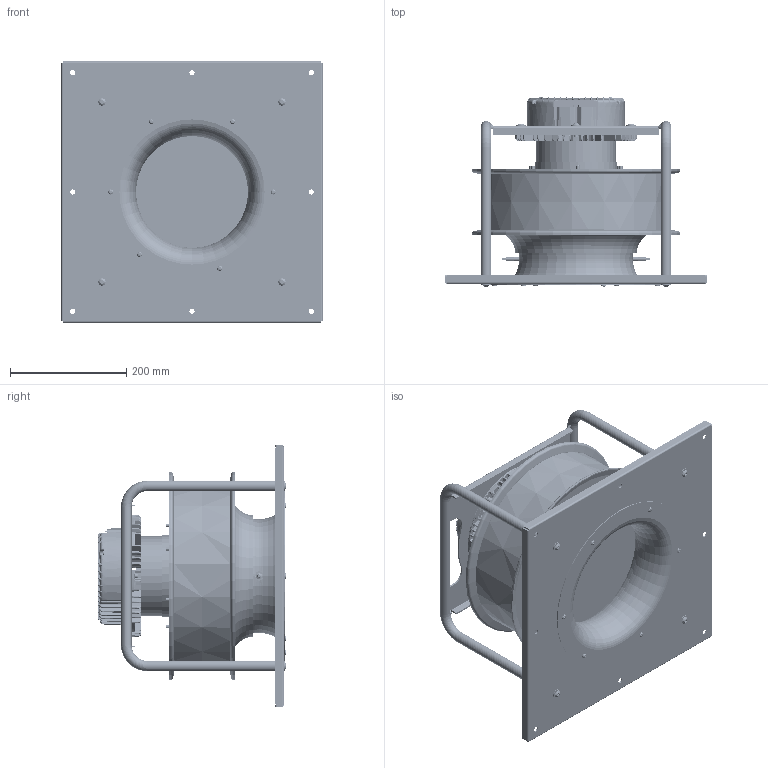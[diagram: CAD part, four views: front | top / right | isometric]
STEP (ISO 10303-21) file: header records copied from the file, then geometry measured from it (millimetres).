
FILE_DESCRIPTION((''),'2;1');
FILE_NAME('1187405_ASM','2023-08-30T09:44:21',('mkulawiak'),(''),'CREO PARAMETRIC BY PTC INC, 2022484','CREO PARAMETRIC BY PTC INC, 2022484','');
FILE_SCHEMA(('CONFIG_CONTROL_DESIGN'));
Products named in the file (21): 1187559; 1187560; FILLET_WELD_ID_1315; 1176184; 1187558_ASM; 1199862; 1167311; 1167312; 1167310_ASM; 1166271; 1195166; 1173619; 1173620; 1111787; 1187406_ASM; 1187398; 1187399; 1195167; 1169186; 1195169; 1187405_ASM
Assembly tree (50 placements, depth 4):
  1187405_ASM
    1187558_ASM
      1187559  x2
      1187560
      FILLET_WELD_ID_1315
      1176184  x4
    1187406_ASM
      1199862
      1167310_ASM
        1167311
        1167312
      1166271
      1195166  x6
      1173619  x2
      1173620  x2
      1111787  x2
    1187398  x4
    1187399  x4
    1195167  x8
    1169186
    1195169  x6
Bounding box: 450 x 325.31 x 450 mm (x, y, z)
Volume: 10273321.1 mm3; surface area: 1547926.8 mm2
Topology: 50 solids, 73 shells, 6195 faces, 17577 edges, 11223 vertices
Faces by surface type: cylinder 2304, plane 1823, bspline 950, torus 754, cone 308, sphere 48, extrusion 8
Entity records: 228139 total; most frequent: CARTESIAN_POINT 120467, ORIENTED_EDGE 23420, DIRECTION 19830, EDGE_CURVE 13044, VERTEX_POINT 8301, AXIS2_PLACEMENT_3D 7989, B_SPLINE_CURVE_WITH_KNOTS 4904, EDGE_LOOP 4666
